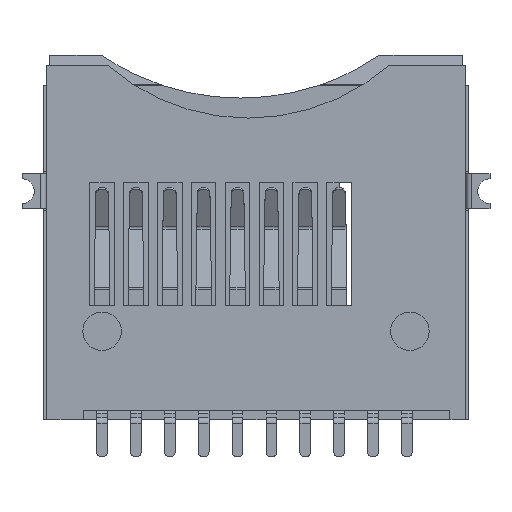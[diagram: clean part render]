
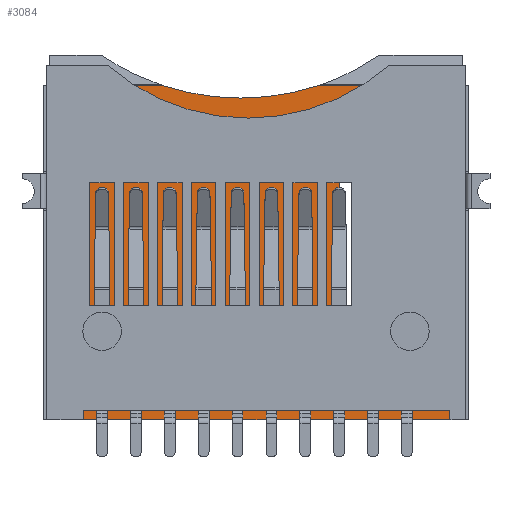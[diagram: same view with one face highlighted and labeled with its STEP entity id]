
A CAD part, front view. The second image highlights one B-rep face of the part: STEP entity #3084.
In plain terms, the highlighted face is planar.
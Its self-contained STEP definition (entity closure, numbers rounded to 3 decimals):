
#92 = EDGE_LOOP ( 'NONE', ( #9359, #11467, #5483, #9874, #5201, #13377, #1533, #464 ) ) ;
#464 = ORIENTED_EDGE ( 'NONE', *, *, #8233, .F. ) ;
#862 = EDGE_CURVE ( 'NONE', #2128, #7454, #8647, .T. ) ;
#880 = DIRECTION ( 'NONE',  ( -1., 0., 0. ) ) ;
#919 = CARTESIAN_POINT ( 'NONE',  ( 5.7, 0., 2.625 ) ) ;
#930 = CIRCLE ( 'NONE', #8415, 8.024 ) ;
#1253 = DIRECTION ( 'NONE',  ( 1., 0., 0. ) ) ;
#1257 = ORIENTED_EDGE ( 'NONE', *, *, #7502, .T. ) ;
#1342 = EDGE_CURVE ( 'NONE', #9961, #7537, #8821, .T. ) ;
#1378 = VECTOR ( 'NONE', #880, 1000. ) ;
#1436 = VERTEX_POINT ( 'NONE', #7496 ) ;
#1533 = ORIENTED_EDGE ( 'NONE', *, *, #9808, .F. ) ;
#1734 = CARTESIAN_POINT ( 'NONE',  ( 5.9, 0., 2.625 ) ) ;
#1776 = VERTEX_POINT ( 'NONE', #8780 ) ;
#2122 = CARTESIAN_POINT ( 'NONE',  ( 2.7, 0., -3.275 ) ) ;
#2128 = VERTEX_POINT ( 'NONE', #13784 ) ;
#2237 = CARTESIAN_POINT ( 'NONE',  ( -0.5, 0., -13.049 ) ) ;
#2308 = VERTEX_POINT ( 'NONE', #8051 ) ;
#2416 = CARTESIAN_POINT ( 'NONE',  ( 6.3, 0., -0.175 ) ) ;
#3035 = VECTOR ( 'NONE', #1253, 1000. ) ;
#3084 = ADVANCED_FACE ( 'NONE', ( #14990, #10285 ), #12634, .F. ) ;
#3125 = DIRECTION ( 'NONE',  ( 1., 0., 0. ) ) ;
#3145 = DIRECTION ( 'NONE',  ( 0., 0., -1. ) ) ;
#3251 = DIRECTION ( 'NONE',  ( 0., 1., 0. ) ) ;
#3323 = DIRECTION ( 'NONE',  ( 0., 1., 0. ) ) ;
#3549 = VERTEX_POINT ( 'NONE', #10869 ) ;
#3874 = EDGE_CURVE ( 'NONE', #11995, #1436, #4518, .T. ) ;
#4336 = CARTESIAN_POINT ( 'NONE',  ( 2.7, 0., 2.825 ) ) ;
#4382 = CARTESIAN_POINT ( 'NONE',  ( -6.7, 0., 5.425 ) ) ;
#4518 = LINE ( 'NONE', #6789, #8573 ) ;
#4730 = CARTESIAN_POINT ( 'NONE',  ( -6.7, 0., 5.425 ) ) ;
#4738 = VERTEX_POINT ( 'NONE', #6674 ) ;
#4855 = VERTEX_POINT ( 'NONE', #7062 ) ;
#4874 = CARTESIAN_POINT ( 'NONE',  ( 6.3, 0., -0.175 ) ) ;
#4967 = LINE ( 'NONE', #4730, #7896 ) ;
#5106 = VERTEX_POINT ( 'NONE', #9782 ) ;
#5201 = ORIENTED_EDGE ( 'NONE', *, *, #6145, .F. ) ;
#5482 = DIRECTION ( 'NONE',  ( 0., 0., 1. ) ) ;
#5483 = ORIENTED_EDGE ( 'NONE', *, *, #11428, .F. ) ;
#5920 = LINE ( 'NONE', #7328, #8034 ) ;
#6145 = EDGE_CURVE ( 'NONE', #4855, #11995, #7779, .T. ) ;
#6165 = EDGE_CURVE ( 'NONE', #5106, #8178, #930, .T. ) ;
#6229 = DIRECTION ( 'NONE',  ( -1., 0., 0. ) ) ;
#6674 = CARTESIAN_POINT ( 'NONE',  ( 6.7, 0., -5.425 ) ) ;
#6759 = DIRECTION ( 'NONE',  ( 0., 0., 1. ) ) ;
#6765 = CARTESIAN_POINT ( 'NONE',  ( 0., 0., 0. ) ) ;
#6789 = CARTESIAN_POINT ( 'NONE',  ( 2.7, 0., 2.825 ) ) ;
#7062 = CARTESIAN_POINT ( 'NONE',  ( 2.7, 0., -3.275 ) ) ;
#7089 = DIRECTION ( 'NONE',  ( -1., 0., 0. ) ) ;
#7155 = DIRECTION ( 'NONE',  ( 1., 0., 0. ) ) ;
#7166 = VECTOR ( 'NONE', #6759, 1000. ) ;
#7328 = CARTESIAN_POINT ( 'NONE',  ( -6.7, 0., -5.425 ) ) ;
#7454 = VERTEX_POINT ( 'NONE', #8246 ) ;
#7496 = CARTESIAN_POINT ( 'NONE',  ( 6.3, 0., 2.825 ) ) ;
#7502 = EDGE_CURVE ( 'NONE', #1776, #3549, #4967, .T. ) ;
#7537 = VERTEX_POINT ( 'NONE', #13022 ) ;
#7779 = LINE ( 'NONE', #4336, #7166 ) ;
#7852 = CARTESIAN_POINT ( 'NONE',  ( -0.5, 0., -13.049 ) ) ;
#7896 = VECTOR ( 'NONE', #7155, 1000. ) ;
#8034 = VECTOR ( 'NONE', #6229, 1000. ) ;
#8051 = CARTESIAN_POINT ( 'NONE',  ( 6.3, 0., 2.625 ) ) ;
#8178 = VERTEX_POINT ( 'NONE', #13710 ) ;
#8233 = EDGE_CURVE ( 'NONE', #7537, #9056, #11659, .T. ) ;
#8246 = CARTESIAN_POINT ( 'NONE',  ( -6.7, 0., -5.425 ) ) ;
#8415 = AXIS2_PLACEMENT_3D ( 'NONE', #7852, #3323, #8953 ) ;
#8439 = VECTOR ( 'NONE', #9483, 1000. ) ;
#8573 = VECTOR ( 'NONE', #3125, 1000. ) ;
#8647 = LINE ( 'NONE', #13433, #11759 ) ;
#8661 = CARTESIAN_POINT ( 'NONE',  ( 2.7, 0., 2.825 ) ) ;
#8780 = CARTESIAN_POINT ( 'NONE',  ( -6.7, 0., 5.425 ) ) ;
#8802 = DIRECTION ( 'NONE',  ( -1., 0., 0. ) ) ;
#8821 = LINE ( 'NONE', #9918, #10512 ) ;
#8897 = DIRECTION ( 'NONE',  ( 0., 0., -1. ) ) ;
#8953 = DIRECTION ( 'NONE',  ( 0., 0., 1. ) ) ;
#9056 = VERTEX_POINT ( 'NONE', #2416 ) ;
#9069 = EDGE_CURVE ( 'NONE', #4738, #8178, #5920, .T. ) ;
#9082 = LINE ( 'NONE', #10331, #9645 ) ;
#9103 = VECTOR ( 'NONE', #9705, 1000. ) ;
#9287 = EDGE_CURVE ( 'NONE', #2128, #5106, #9429, .T. ) ;
#9359 = ORIENTED_EDGE ( 'NONE', *, *, #1342, .F. ) ;
#9429 = CIRCLE ( 'NONE', #12182, 8.024 ) ;
#9483 = DIRECTION ( 'NONE',  ( 0., 0., -1. ) ) ;
#9645 = VECTOR ( 'NONE', #3145, 1000. ) ;
#9705 = DIRECTION ( 'NONE',  ( 0., 0., -1. ) ) ;
#9782 = CARTESIAN_POINT ( 'NONE',  ( -0.5, 0., -5.025 ) ) ;
#9808 = EDGE_CURVE ( 'NONE', #9056, #14594, #10890, .T. ) ;
#9874 = ORIENTED_EDGE ( 'NONE', *, *, #3874, .F. ) ;
#9918 = CARTESIAN_POINT ( 'NONE',  ( 5.9, 0., 2.625 ) ) ;
#9961 = VERTEX_POINT ( 'NONE', #1734 ) ;
#10079 = EDGE_CURVE ( 'NONE', #7454, #1776, #11585, .T. ) ;
#10252 = LINE ( 'NONE', #2122, #1378 ) ;
#10285 = FACE_BOUND ( 'NONE', #92, .T. ) ;
#10331 = CARTESIAN_POINT ( 'NONE',  ( 6.7, 0., 5.425 ) ) ;
#10360 = DIRECTION ( 'NONE',  ( 0., -1., 0. ) ) ;
#10512 = VECTOR ( 'NONE', #8897, 1000. ) ;
#10639 = LINE ( 'NONE', #11746, #9103 ) ;
#10869 = CARTESIAN_POINT ( 'NONE',  ( 6.7, 0., 5.425 ) ) ;
#10890 = LINE ( 'NONE', #4874, #8439 ) ;
#11292 = EDGE_CURVE ( 'NONE', #3549, #4738, #9082, .T. ) ;
#11316 = EDGE_CURVE ( 'NONE', #14594, #4855, #10252, .T. ) ;
#11428 = EDGE_CURVE ( 'NONE', #1436, #2308, #10639, .T. ) ;
#11467 = ORIENTED_EDGE ( 'NONE', *, *, #12167, .F. ) ;
#11585 = LINE ( 'NONE', #4382, #14715 ) ;
#11659 = LINE ( 'NONE', #11893, #3035 ) ;
#11746 = CARTESIAN_POINT ( 'NONE',  ( 6.3, 0., 2.825 ) ) ;
#11759 = VECTOR ( 'NONE', #8802, 1000. ) ;
#11893 = CARTESIAN_POINT ( 'NONE',  ( 6.3, 0., -0.175 ) ) ;
#11995 = VERTEX_POINT ( 'NONE', #8661 ) ;
#12167 = EDGE_CURVE ( 'NONE', #2308, #9961, #14130, .T. ) ;
#12182 = AXIS2_PLACEMENT_3D ( 'NONE', #2237, #3251, #15225 ) ;
#12598 = ORIENTED_EDGE ( 'NONE', *, *, #9069, .T. ) ;
#12634 = PLANE ( 'NONE',  #13304 ) ;
#12643 = CARTESIAN_POINT ( 'NONE',  ( 6.3, 0., -3.275 ) ) ;
#12884 = ORIENTED_EDGE ( 'NONE', *, *, #10079, .T. ) ;
#13022 = CARTESIAN_POINT ( 'NONE',  ( 5.9, 0., -0.175 ) ) ;
#13152 = ORIENTED_EDGE ( 'NONE', *, *, #6165, .F. ) ;
#13304 = AXIS2_PLACEMENT_3D ( 'NONE', #6765, #10360, #15143 ) ;
#13377 = ORIENTED_EDGE ( 'NONE', *, *, #11316, .F. ) ;
#13380 = VECTOR ( 'NONE', #7089, 1000. ) ;
#13433 = CARTESIAN_POINT ( 'NONE',  ( -6.7, 0., -5.425 ) ) ;
#13619 = ORIENTED_EDGE ( 'NONE', *, *, #9287, .F. ) ;
#13710 = CARTESIAN_POINT ( 'NONE',  ( 2.002, 0., -5.425 ) ) ;
#13734 = EDGE_LOOP ( 'NONE', ( #13619, #14665, #12884, #1257, #14067, #12598, #13152 ) ) ;
#13784 = CARTESIAN_POINT ( 'NONE',  ( -3.002, 0., -5.425 ) ) ;
#14067 = ORIENTED_EDGE ( 'NONE', *, *, #11292, .T. ) ;
#14130 = LINE ( 'NONE', #919, #13380 ) ;
#14594 = VERTEX_POINT ( 'NONE', #12643 ) ;
#14665 = ORIENTED_EDGE ( 'NONE', *, *, #862, .T. ) ;
#14715 = VECTOR ( 'NONE', #5482, 1000. ) ;
#14990 = FACE_OUTER_BOUND ( 'NONE', #13734, .T. ) ;
#15143 = DIRECTION ( 'NONE',  ( 0., 0., -1. ) ) ;
#15225 = DIRECTION ( 'NONE',  ( 0., 0., 1. ) ) ;
